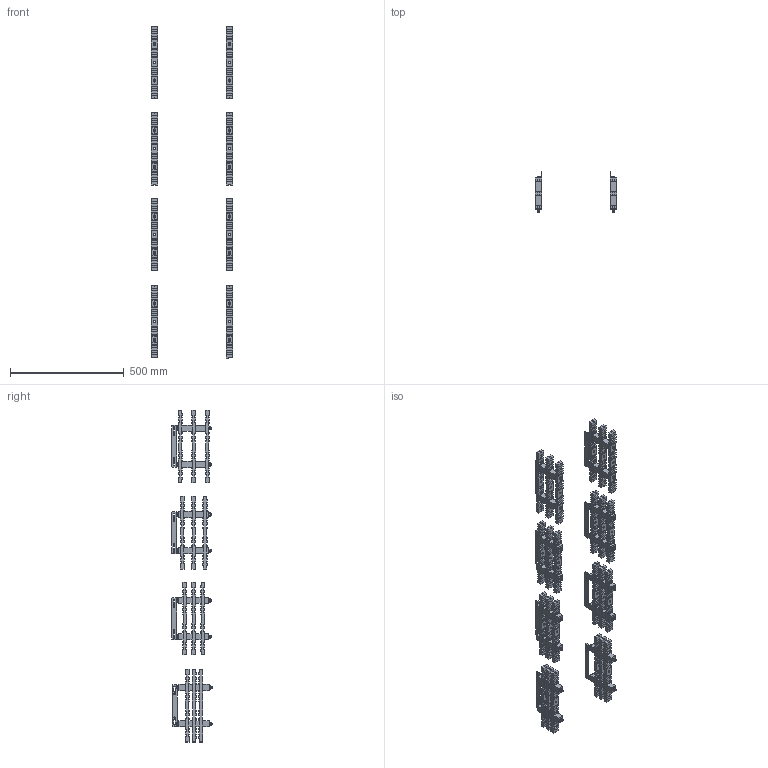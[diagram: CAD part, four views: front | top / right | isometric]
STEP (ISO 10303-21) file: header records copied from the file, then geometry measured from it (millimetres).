
FILE_DESCRIPTION(('STEP AP214'),'1');
FILE_NAME('cctmp_A298B098-2C83-41DE-8FBC-55C4A06BA424_2023_03_29_08_31_30_0610..stp','2023-03-29T06:31:34',('SIEMENS A&D'),('CADClick - www.CADClick.com'),'Spatial InterOp 3D postprocessed',' ','unknown authorization');
FILE_SCHEMA(('AUTOMOTIVE_DESIGN'));
Length unit declared in the file: millimetre
Products named in the file (9): cc_unnamed; 2023_03_29_08_31_30_0476; 2023_03_29_08_31_30_0472; 2023_03_29_08_31_30_0468; 2023_03_29_08_31_30_0465; 2023_03_29_08_31_30_0461; 2023_03_29_08_31_30_0457; 2023_03_29_08_31_30_0453; 2023_03_29_08_31_30_0449
Assembly tree (8 placements, depth 2):
  cc_unnamed
    2023_03_29_08_31_30_0476
    2023_03_29_08_31_30_0472
    2023_03_29_08_31_30_0468
    2023_03_29_08_31_30_0465
    2023_03_29_08_31_30_0461
    2023_03_29_08_31_30_0457
    2023_03_29_08_31_30_0453
    2023_03_29_08_31_30_0449
Bounding box: 360 x 178.4 x 1460.85 mm (x, y, z)
Volume: 4396118.8 mm3; surface area: 1049812.7 mm2
Topology: 8 solids, 62 shells, 4618 faces, 12814 edges, 8400 vertices
Faces by surface type: plane 3512, cone 666, cylinder 440
Entity records: 162038 total; most frequent: CARTESIAN_POINT 29521, ORIENTED_EDGE 25628, DIRECTION 23014, EDGE_CURVE 12814, LINE 10156, VECTOR 10156, VERTEX_POINT 8400, AXIS2_PLACEMENT_3D 6429
